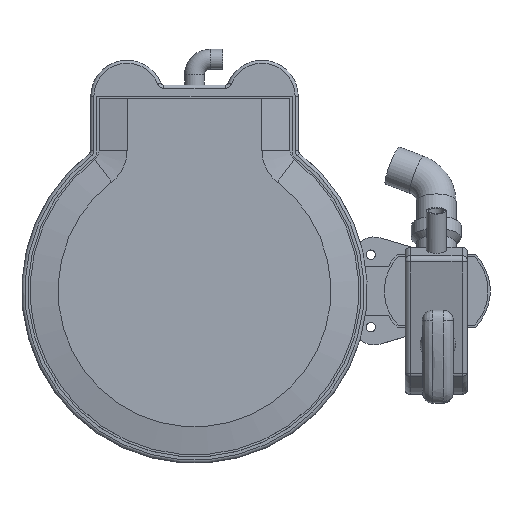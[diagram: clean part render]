
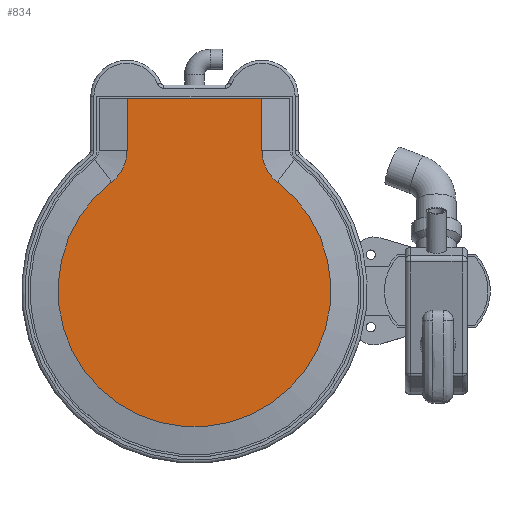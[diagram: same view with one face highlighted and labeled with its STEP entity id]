
A CAD part, top view. The second image highlights one B-rep face of the part: STEP entity #834.
In plain terms, the highlighted planar face has unit normal (0, 0, 1).
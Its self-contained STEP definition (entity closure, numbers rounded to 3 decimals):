
#648=CIRCLE('',#3712,38.);
#649=CIRCLE('',#3713,131.5);
#650=CIRCLE('',#3714,38.);
#834=ADVANCED_FACE('',(#1083),#939,.F.);
#939=PLANE('',#3715);
#1083=FACE_OUTER_BOUND('',#1310,.T.);
#1310=EDGE_LOOP('',(#2426,#2427,#2428,#2429,#2430,#2431));
#1530=LINE('',#5813,#1698);
#1535=LINE('',#5821,#1703);
#1536=LINE('',#5829,#1704);
#1698=VECTOR('',#4574,1.);
#1703=VECTOR('',#4583,1.);
#1704=VECTOR('',#4590,1.);
#2426=ORIENTED_EDGE('',*,*,#3273,.T.);
#2427=ORIENTED_EDGE('',*,*,#3278,.T.);
#2428=ORIENTED_EDGE('',*,*,#3279,.T.);
#2429=ORIENTED_EDGE('',*,*,#3280,.T.);
#2430=ORIENTED_EDGE('',*,*,#3281,.T.);
#2431=ORIENTED_EDGE('',*,*,#3282,.T.);
#2854=VERTEX_POINT('',#5812);
#2855=VERTEX_POINT('',#5814);
#2856=VERTEX_POINT('',#5822);
#2857=VERTEX_POINT('',#5824);
#2858=VERTEX_POINT('',#5826);
#2859=VERTEX_POINT('',#5828);
#3273=EDGE_CURVE('',#2855,#2854,#1530,.T.);
#3278=EDGE_CURVE('',#2854,#2856,#1535,.T.);
#3279=EDGE_CURVE('',#2856,#2857,#648,.T.);
#3280=EDGE_CURVE('',#2857,#2858,#649,.T.);
#3281=EDGE_CURVE('',#2858,#2859,#650,.T.);
#3282=EDGE_CURVE('',#2859,#2855,#1536,.T.);
#3712=AXIS2_PLACEMENT_3D('',#5823,#4584,#4585);
#3713=AXIS2_PLACEMENT_3D('',#5825,#4586,#4587);
#3714=AXIS2_PLACEMENT_3D('',#5827,#4588,#4589);
#3715=AXIS2_PLACEMENT_3D('',#5830,#4591,#4592);
#4574=DIRECTION('',(-1.,0.,0.));
#4583=DIRECTION('',(0.,-1.,0.));
#4584=DIRECTION('',(0.,0.,-1.));
#4585=DIRECTION('',(-1.,0.,0.));
#4586=DIRECTION('',(0.,0.,1.));
#4587=DIRECTION('',(-1.,0.,0.));
#4588=DIRECTION('',(0.,0.,-1.));
#4589=DIRECTION('',(-1.,0.,0.));
#4590=DIRECTION('',(0.,1.,0.));
#4591=DIRECTION('',(0.,0.,-1.));
#4592=DIRECTION('',(-1.,0.,0.));
#5812=CARTESIAN_POINT('',(-65.,185.,335.));
#5813=CARTESIAN_POINT('',(92.,185.,335.));
#5814=CARTESIAN_POINT('',(65.,185.,335.));
#5821=CARTESIAN_POINT('',(-65.,134.615,335.));
#5822=CARTESIAN_POINT('',(-65.,134.615,335.));
#5823=CARTESIAN_POINT('',(-103.,134.615,335.));
#5824=CARTESIAN_POINT('',(-79.909,104.436,335.));
#5825=CARTESIAN_POINT('',(0.,0.,335.));
#5826=CARTESIAN_POINT('',(79.909,104.436,335.));
#5827=CARTESIAN_POINT('',(103.,134.615,335.));
#5828=CARTESIAN_POINT('',(65.,134.615,335.));
#5829=CARTESIAN_POINT('',(65.,134.615,335.));
#5830=CARTESIAN_POINT('',(-103.,134.615,335.));
